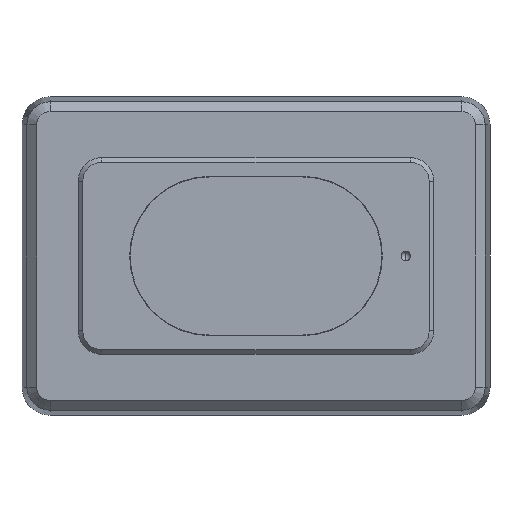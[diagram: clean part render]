
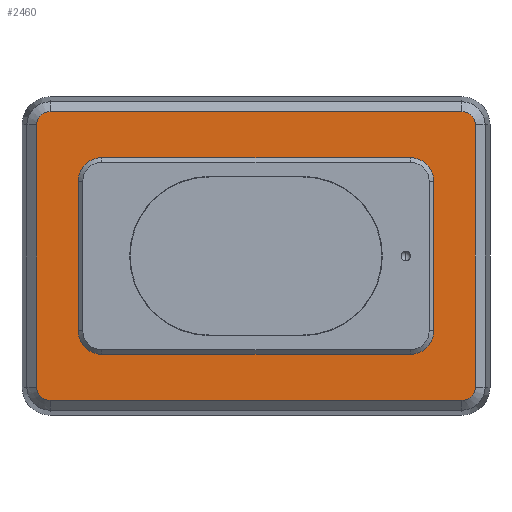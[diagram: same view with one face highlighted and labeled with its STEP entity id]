
A CAD part, front view. The second image highlights one B-rep face of the part: STEP entity #2460.
In plain terms, the highlighted planar face has unit normal (0, -1, 0).
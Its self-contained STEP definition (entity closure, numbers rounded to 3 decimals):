
#468=DIRECTION('',(0.,0.,-1.));
#469=VECTOR('',#468,16.);
#470=CARTESIAN_POINT('',(19.,-2.5,8.));
#471=LINE('',#470,#469);
#472=DIRECTION('',(0.,0.,1.));
#473=VECTOR('',#472,16.);
#474=CARTESIAN_POINT('',(-19.,-2.5,-8.));
#475=LINE('',#474,#473);
#476=CARTESIAN_POINT('',(22.,-2.5,-14.));
#477=DIRECTION('',(0.,1.,0.));
#478=DIRECTION('',(1.,0.,0.));
#479=AXIS2_PLACEMENT_3D('',#476,#477,#478);
#481=DIRECTION('',(-1.,0.,0.));
#482=VECTOR('',#481,44.);
#483=CARTESIAN_POINT('',(22.,-2.5,-15.432));
#484=LINE('',#483,#482);
#485=CARTESIAN_POINT('',(-22.,-2.5,-14.));
#486=DIRECTION('',(0.,1.,0.));
#487=DIRECTION('',(0.,0.,-1.));
#488=AXIS2_PLACEMENT_3D('',#485,#486,#487);
#490=DIRECTION('',(0.,0.,1.));
#491=VECTOR('',#490,28.);
#492=CARTESIAN_POINT('',(-23.432,-2.5,
-14.));
#493=LINE('',#492,#491);
#494=CARTESIAN_POINT('',(-22.,-2.5,14.));
#495=DIRECTION('',(0.,1.,0.));
#496=DIRECTION('',(-1.,0.,0.));
#497=AXIS2_PLACEMENT_3D('',#494,#495,#496);
#499=DIRECTION('',(1.,0.,0.));
#500=VECTOR('',#499,44.);
#501=CARTESIAN_POINT('',(-22.,-2.5,15.432));
#502=LINE('',#501,#500);
#503=CARTESIAN_POINT('',(22.,-2.5,14.));
#504=DIRECTION('',(0.,1.,0.));
#505=DIRECTION('',(0.,0.,1.));
#506=AXIS2_PLACEMENT_3D('',#503,#504,#505);
#508=DIRECTION('',(0.,0.,-1.));
#509=VECTOR('',#508,28.);
#510=CARTESIAN_POINT('',(23.432,-2.5,14.));
#511=LINE('',#510,#509);
#520=DIRECTION('',(-1.,0.,0.));
#521=VECTOR('',#520,33.);
#522=CARTESIAN_POINT('',(16.5,-2.5,-10.5));
#523=LINE('',#522,#521);
#715=CARTESIAN_POINT('',(-16.5,-2.5,-8.));
#716=DIRECTION('',(0.,1.,0.));
#717=DIRECTION('',(0.,0.,-1.));
#718=AXIS2_PLACEMENT_3D('',#715,#716,#717);
#737=CARTESIAN_POINT('',(-16.5,-2.5,8.));
#738=DIRECTION('',(0.,1.,0.));
#739=DIRECTION('',(-1.,0.,0.));
#740=AXIS2_PLACEMENT_3D('',#737,#738,#739);
#750=DIRECTION('',(1.,0.,0.));
#751=VECTOR('',#750,33.);
#752=CARTESIAN_POINT('',(-16.5,-2.5,10.5));
#753=LINE('',#752,#751);
#763=CARTESIAN_POINT('',(16.5,-2.5,8.));
#764=DIRECTION('',(0.,1.,0.));
#765=DIRECTION('',(0.,0.,1.));
#766=AXIS2_PLACEMENT_3D('',#763,#764,#765);
#785=CARTESIAN_POINT('',(16.5,-2.5,-8.));
#786=DIRECTION('',(0.,1.,0.));
#787=DIRECTION('',(1.,0.,0.));
#788=AXIS2_PLACEMENT_3D('',#785,#786,#787);
#1430=CARTESIAN_POINT('',(23.432,-2.5,-14.));
#1431=CARTESIAN_POINT('',(22.,-2.5,-15.432));
#1432=VERTEX_POINT('',#1430);
#1433=VERTEX_POINT('',#1431);
#1436=CARTESIAN_POINT('',(23.432,-2.5,14.));
#1437=VERTEX_POINT('',#1436);
#1440=CARTESIAN_POINT('',(22.,-2.5,15.432));
#1441=VERTEX_POINT('',#1440);
#1444=CARTESIAN_POINT('',(-22.,-2.5,
15.432));
#1445=VERTEX_POINT('',#1444);
#1448=CARTESIAN_POINT('',(-23.432,-2.5,14.));
#1449=VERTEX_POINT('',#1448);
#1452=CARTESIAN_POINT('',(-23.432,-2.5,
-14.));
#1453=VERTEX_POINT('',#1452);
#1456=CARTESIAN_POINT('',(-22.,-2.5,-15.432));
#1457=VERTEX_POINT('',#1456);
#1498=CARTESIAN_POINT('',(-16.5,-2.5,10.5));
#1499=CARTESIAN_POINT('',(16.5,-2.5,10.5));
#1500=VERTEX_POINT('',#1498);
#1501=VERTEX_POINT('',#1499);
#1534=CARTESIAN_POINT('',(-19.,-2.5,-8.));
#1535=VERTEX_POINT('',#1534);
#1536=CARTESIAN_POINT('',(-16.5,-2.5,-10.5));
#1537=VERTEX_POINT('',#1536);
#1538=CARTESIAN_POINT('',(19.,-2.5,-8.));
#1539=VERTEX_POINT('',#1538);
#1540=CARTESIAN_POINT('',(16.5,-2.5,-10.5));
#1541=VERTEX_POINT('',#1540);
#1542=CARTESIAN_POINT('',(19.,-2.5,8.));
#1543=VERTEX_POINT('',#1542);
#1544=CARTESIAN_POINT('',(-19.,-2.5,8.));
#1545=VERTEX_POINT('',#1544);
#2427=CARTESIAN_POINT('',(-25.,-2.5,-10.5));
#2428=DIRECTION('',(0.,1.,0.));
#2429=DIRECTION('',(0.,0.,-1.));
#2430=AXIS2_PLACEMENT_3D('',#2427,#2428,#2429);
#2431=PLANE('',#2430);
#2432=ORIENTED_EDGE('',*,*,#2395,.T.);
#2433=ORIENTED_EDGE('',*,*,#2409,.T.);
#2434=ORIENTED_EDGE('',*,*,#2226,.T.);
#2435=ORIENTED_EDGE('',*,*,#2242,.T.);
#2436=ORIENTED_EDGE('',*,*,#2283,.T.);
#2437=ORIENTED_EDGE('',*,*,#2298,.T.);
#2438=ORIENTED_EDGE('',*,*,#2339,.T.);
#2439=ORIENTED_EDGE('',*,*,#2354,.T.);
#2440=EDGE_LOOP('',(#2432,#2433,#2434,#2435,#2436,#2437,#2438,#2439));
#2441=FACE_OUTER_BOUND('',#2440,.F.);
#2443=ORIENTED_EDGE('',*,*,#2442,.F.);
#2445=ORIENTED_EDGE('',*,*,#2444,.F.);
#2447=ORIENTED_EDGE('',*,*,#2446,.F.);
#2449=ORIENTED_EDGE('',*,*,#2448,.F.);
#2451=ORIENTED_EDGE('',*,*,#2450,.F.);
#2453=ORIENTED_EDGE('',*,*,#2452,.F.);
#2455=ORIENTED_EDGE('',*,*,#2454,.F.);
#2457=ORIENTED_EDGE('',*,*,#2456,.F.);
#2458=EDGE_LOOP('',(#2443,#2445,#2447,#2449,#2451,#2453,#2455,#2457));
#2459=FACE_BOUND('',#2458,.F.);
#2460=ADVANCED_FACE('',(#2441,#2459),#2431,.F.);
#480=CIRCLE('',#479,1.432);
#489=CIRCLE('',#488,1.432);
#498=CIRCLE('',#497,1.432);
#507=CIRCLE('',#506,1.432);
#719=CIRCLE('',#718,2.5);
#741=CIRCLE('',#740,2.5);
#767=CIRCLE('',#766,2.5);
#789=CIRCLE('',#788,2.5);
#2226=EDGE_CURVE('',#1457,#1453,#489,.T.);
#2242=EDGE_CURVE('',#1453,#1449,#493,.T.);
#2283=EDGE_CURVE('',#1449,#1445,#498,.T.);
#2298=EDGE_CURVE('',#1445,#1441,#502,.T.);
#2339=EDGE_CURVE('',#1441,#1437,#507,.T.);
#2354=EDGE_CURVE('',#1437,#1432,#511,.T.);
#2395=EDGE_CURVE('',#1432,#1433,#480,.T.);
#2409=EDGE_CURVE('',#1433,#1457,#484,.T.);
#2442=EDGE_CURVE('',#1541,#1537,#523,.T.);
#2444=EDGE_CURVE('',#1539,#1541,#789,.T.);
#2446=EDGE_CURVE('',#1543,#1539,#471,.T.);
#2448=EDGE_CURVE('',#1501,#1543,#767,.T.);
#2450=EDGE_CURVE('',#1500,#1501,#753,.T.);
#2452=EDGE_CURVE('',#1545,#1500,#741,.T.);
#2454=EDGE_CURVE('',#1535,#1545,#475,.T.);
#2456=EDGE_CURVE('',#1537,#1535,#719,.T.);
